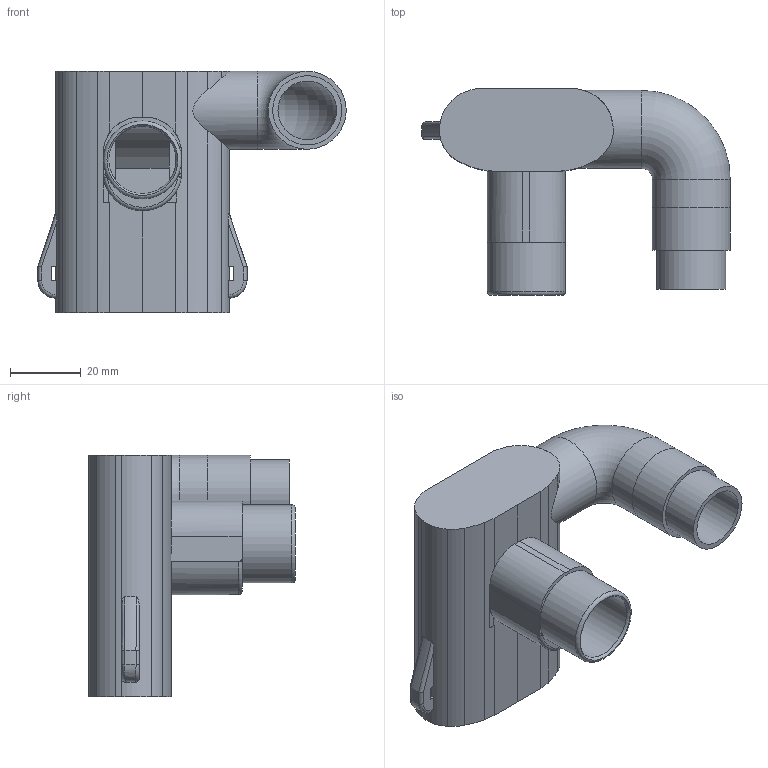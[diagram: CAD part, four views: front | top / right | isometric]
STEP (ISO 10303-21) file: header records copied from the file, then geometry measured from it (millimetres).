
FILE_DESCRIPTION(/* description */ (''),/* implementation_level */ '2;1');
FILE_NAME(/* name */ 'Válvula v5.stp',/* time_stamp */ '2020-04-01T21:30:17+02:00',/* author */ ('arman'),/* organization */ (''),/* preprocessor_version */ 'ST-DEVELOPER v18',/* originating_system */ 'Autodesk Inventor 2020',/* authorisation */ '');
FILE_SCHEMA (('AUTOMOTIVE_DESIGN { 1 0 10303 214 3 1 1 }'));
Length unit declared in the file: millimetre
Products named in the file (1): Pieza  v4
Bounding box: 87 x 58.3 x 68.09 mm (x, y, z)
Volume: 37933.8 mm3; surface area: 33018.9 mm2
Topology: 3 solids, 3 shells, 200 faces, 555 edges, 357 vertices
Faces by surface type: cylinder 96, plane 69, torus 19, bspline 15, cone 1
Full cylindrical faces by diameter (mm): 16.5 x1, 17.5 x2, 19 x1, 19.5 x1, 22 x4
Entity records: 7351 total; most frequent: CARTESIAN_POINT 2267, ORIENTED_EDGE 1106, DIRECTION 1026, EDGE_CURVE 553, AXIS2_PLACEMENT_3D 396, VERTEX_POINT 357, LINE 234, VECTOR 234
